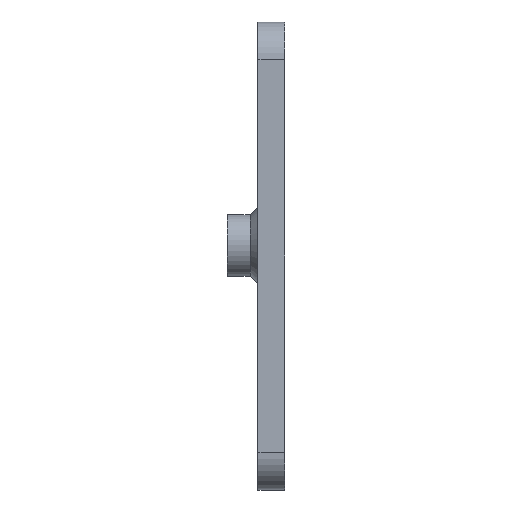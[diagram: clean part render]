
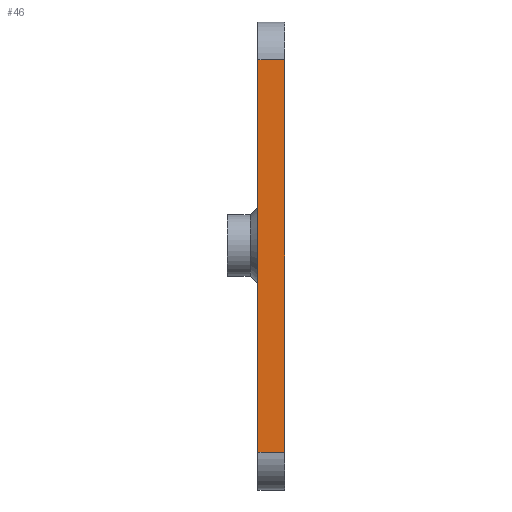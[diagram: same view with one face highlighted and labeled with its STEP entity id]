
A CAD part, left-side view. The second image highlights one B-rep face of the part: STEP entity #46.
In plain terms, the highlighted planar face has unit normal (-1, 0, 0).
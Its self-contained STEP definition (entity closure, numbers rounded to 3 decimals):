
#46 = ADVANCED_FACE ( 'NONE', ( #3466 ), #4306, .T. ) ;
#234 = CARTESIAN_POINT ( 'NONE',  ( -63.9, 0., 48.5 ) ) ;
#271 = DIRECTION ( 'NONE',  ( 0., -1., 0. ) ) ;
#320 = CARTESIAN_POINT ( 'NONE',  ( -63.9, 183.89, 48.5 ) ) ;
#627 = DIRECTION ( 'NONE',  ( 0., -1., 0. ) ) ;
#697 = VECTOR ( 'NONE', #1100, 1000. ) ;
#796 = EDGE_CURVE ( 'NONE', #3591, #4390, #3340, .T. ) ;
#870 = ORIENTED_EDGE ( 'NONE', *, *, #796, .F. ) ;
#1100 = DIRECTION ( 'NONE',  ( 0., 0., 1. ) ) ;
#1365 = EDGE_CURVE ( 'NONE', #1813, #4849, #4962, .T. ) ;
#1535 = ORIENTED_EDGE ( 'NONE', *, *, #1365, .F. ) ;
#1813 = VERTEX_POINT ( 'NONE', #4463 ) ;
#1904 = DIRECTION ( 'NONE',  ( 0., 0., 1. ) ) ;
#1979 = AXIS2_PLACEMENT_3D ( 'NONE', #320, #5051, #1904 ) ;
#2034 = EDGE_CURVE ( 'NONE', #4849, #3591, #2366, .T. ) ;
#2076 = VECTOR ( 'NONE', #627, 1000. ) ;
#2366 = LINE ( 'NONE', #2753, #4951 ) ;
#2460 = EDGE_LOOP ( 'NONE', ( #1535, #3781, #870, #2898 ) ) ;
#2480 = CARTESIAN_POINT ( 'NONE',  ( -63.9, 0., 48.5 ) ) ;
#2609 = CARTESIAN_POINT ( 'NONE',  ( -63.9, 7., 48.5 ) ) ;
#2753 = CARTESIAN_POINT ( 'NONE',  ( -63.9, 183.89, 48.5 ) ) ;
#2898 = ORIENTED_EDGE ( 'NONE', *, *, #2034, .F. ) ;
#3067 = LINE ( 'NONE', #4202, #2076 ) ;
#3340 = LINE ( 'NONE', #2480, #4661 ) ;
#3466 = FACE_OUTER_BOUND ( 'NONE', #2460, .T. ) ;
#3591 = VERTEX_POINT ( 'NONE', #234 ) ;
#3781 = ORIENTED_EDGE ( 'NONE', *, *, #4706, .T. ) ;
#4072 = DIRECTION ( 'NONE',  ( 0., 0., -1. ) ) ;
#4202 = CARTESIAN_POINT ( 'NONE',  ( -63.9, 183.89, -54. ) ) ;
#4306 = PLANE ( 'NONE',  #1979 ) ;
#4390 = VERTEX_POINT ( 'NONE', #5100 ) ;
#4463 = CARTESIAN_POINT ( 'NONE',  ( -63.9, 7., -54. ) ) ;
#4661 = VECTOR ( 'NONE', #4072, 1000. ) ;
#4706 = EDGE_CURVE ( 'NONE', #1813, #4390, #3067, .T. ) ;
#4729 = CARTESIAN_POINT ( 'NONE',  ( -63.9, 7., 48.5 ) ) ;
#4849 = VERTEX_POINT ( 'NONE', #4729 ) ;
#4951 = VECTOR ( 'NONE', #271, 1000. ) ;
#4962 = LINE ( 'NONE', #2609, #697 ) ;
#5051 = DIRECTION ( 'NONE',  ( -1., 0., 0. ) ) ;
#5100 = CARTESIAN_POINT ( 'NONE',  ( -63.9, 0., -54. ) ) ;
